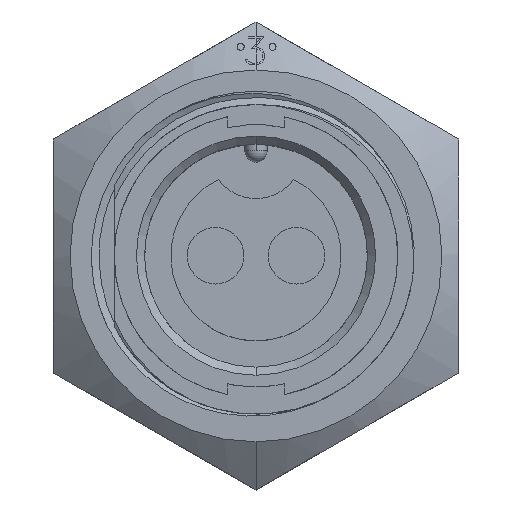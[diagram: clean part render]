
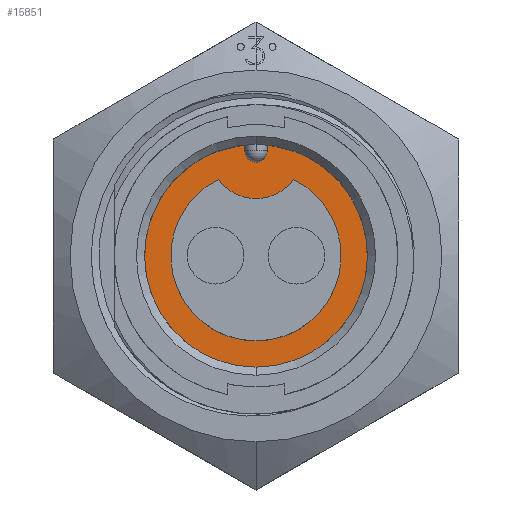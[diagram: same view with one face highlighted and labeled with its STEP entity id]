
A CAD part, top view. The second image highlights one B-rep face of the part: STEP entity #15851.
In plain terms, the highlighted planar face has unit normal (0, 0, 1).
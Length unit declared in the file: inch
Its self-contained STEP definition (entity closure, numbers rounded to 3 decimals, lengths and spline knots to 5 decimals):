
#6 = EDGE_CURVE ( 'NONE', #7607, #1016, #16426, .T. ) ;
#471 = CIRCLE ( 'NONE', #14253, 0.0275 ) ;
#571 = ORIENTED_EDGE ( 'NONE', *, *, #6269, .F. ) ;
#574 = DIRECTION ( 'NONE',  ( 1., 0., 0. ) ) ;
#1016 = VERTEX_POINT ( 'NONE', #9910 ) ;
#1979 = DIRECTION ( 'NONE',  ( 1., 0., 0. ) ) ;
#1999 = DIRECTION ( 'NONE',  ( 0., 0., -1. ) ) ;
#2015 = CARTESIAN_POINT ( 'NONE',  ( 0., 0.2585, -0.29 ) ) ;
#2720 = VERTEX_POINT ( 'NONE', #16841 ) ;
#2898 = ORIENTED_EDGE ( 'NONE', *, *, #17074, .T. ) ;
#2975 = AXIS2_PLACEMENT_3D ( 'NONE', #10421, #10416, #10377 ) ;
#3099 = VECTOR ( 'NONE', #6248, 39.37008 ) ;
#3217 = EDGE_CURVE ( 'NONE', #2720, #7607, #471, .T. ) ;
#3926 = ORIENTED_EDGE ( 'NONE', *, *, #16902, .F. ) ;
#4050 = VECTOR ( 'NONE', #9960, 39.37008 ) ;
#4057 = DIRECTION ( 'NONE',  ( 1., 0., 0. ) ) ;
#4060 = DIRECTION ( 'NONE',  ( 0., 0., 1. ) ) ;
#4078 = CARTESIAN_POINT ( 'NONE',  ( 0., 0., -0.29 ) ) ;
#4890 = ORIENTED_EDGE ( 'NONE', *, *, #3217, .T. ) ;
#4906 = ORIENTED_EDGE ( 'NONE', *, *, #7035, .T. ) ;
#4991 = FACE_OUTER_BOUND ( 'NONE', #16525, .T. ) ;
#4997 = DIRECTION ( 'NONE',  ( 1., 0., 0. ) ) ;
#5034 = DIRECTION ( 'NONE',  ( 0., 0., 1. ) ) ;
#5094 = CARTESIAN_POINT ( 'NONE',  ( 0., 0., -0.29 ) ) ;
#5339 = VERTEX_POINT ( 'NONE', #12916 ) ;
#5438 = CARTESIAN_POINT ( 'NONE',  ( 0., 0.2585, -0.29 ) ) ;
#5486 = CIRCLE ( 'NONE', #9891, 0.115 ) ;
#5578 = CARTESIAN_POINT ( 'NONE',  ( 0.093, 0.18828, -0.29 ) ) ;
#5681 = DIRECTION ( 'NONE',  ( 0., 0., 1. ) ) ;
#5745 = AXIS2_PLACEMENT_3D ( 'NONE', #4078, #4060, #4057 ) ;
#5981 = VERTEX_POINT ( 'NONE', #9969 ) ;
#6248 = DIRECTION ( 'NONE',  ( 0., 1., 0. ) ) ;
#6269 = EDGE_CURVE ( 'NONE', #16735, #5339, #8830, .T. ) ;
#6571 = DIRECTION ( 'NONE',  ( 0., 0., 1. ) ) ;
#6695 = FACE_BOUND ( 'NONE', #15424, .T. ) ;
#6712 = CARTESIAN_POINT ( 'NONE',  ( -0.0275, 0.2585, -0.29 ) ) ;
#6848 = CARTESIAN_POINT ( 'NONE',  ( 0., 0.25593, -0.29 ) ) ;
#7035 = EDGE_CURVE ( 'NONE', #5981, #12109, #16140, .T. ) ;
#7466 = DIRECTION ( 'NONE',  ( 1., 0., 0. ) ) ;
#7607 = VERTEX_POINT ( 'NONE', #11572 ) ;
#7622 = LINE ( 'NONE', #12475, #4050 ) ;
#8830 = CIRCLE ( 'NONE', #5745, 0.21 ) ;
#8977 = ORIENTED_EDGE ( 'NONE', *, *, #10342, .T. ) ;
#9052 = AXIS2_PLACEMENT_3D ( 'NONE', #5094, #5034, #4997 ) ;
#9431 = DIRECTION ( 'NONE',  ( 0., 0., -1. ) ) ;
#9891 = AXIS2_PLACEMENT_3D ( 'NONE', #6848, #9431, #7466 ) ;
#9910 = CARTESIAN_POINT ( 'NONE',  ( -0.0275, 0.27362, -0.29 ) ) ;
#9960 = DIRECTION ( 'NONE',  ( 0., -1., 0. ) ) ;
#9969 = CARTESIAN_POINT ( 'NONE',  ( 0., -0.275, -0.29 ) ) ;
#10342 = EDGE_CURVE ( 'NONE', #1016, #5981, #11348, .T. ) ;
#10377 = DIRECTION ( 'NONE',  ( 1., 0., 0. ) ) ;
#10416 = DIRECTION ( 'NONE',  ( 0., 0., 1. ) ) ;
#10421 = CARTESIAN_POINT ( 'NONE',  ( 0., 0., -0.29 ) ) ;
#10952 = ORIENTED_EDGE ( 'NONE', *, *, #16700, .F. ) ;
#11090 = DIRECTION ( 'NONE',  ( 1., 0., 0. ) ) ;
#11348 = CIRCLE ( 'NONE', #9052, 0.275 ) ;
#11572 = CARTESIAN_POINT ( 'NONE',  ( -0.0275, 0.2585, -0.29 ) ) ;
#12109 = VERTEX_POINT ( 'NONE', #15601 ) ;
#12475 = CARTESIAN_POINT ( 'NONE',  ( 0.0275, 0.27362, -0.29 ) ) ;
#12916 = CARTESIAN_POINT ( 'NONE',  ( 0., -0.21, -0.29 ) ) ;
#13598 = CIRCLE ( 'NONE', #17222, 0.21 ) ;
#13884 = PLANE ( 'NONE',  #16660 ) ;
#14059 = VERTEX_POINT ( 'NONE', #5578 ) ;
#14253 = AXIS2_PLACEMENT_3D ( 'NONE', #2015, #1999, #1979 ) ;
#14414 = CARTESIAN_POINT ( 'NONE',  ( -0.093, 0.18828, -0.29 ) ) ;
#15424 = EDGE_LOOP ( 'NONE', ( #571, #10952, #3926 ) ) ;
#15601 = CARTESIAN_POINT ( 'NONE',  ( 0.0275, 0.27362, -0.29 ) ) ;
#15851 = ADVANCED_FACE ( 'NONE', ( #4991, #6695 ), #13884, .T. ) ;
#16083 = ORIENTED_EDGE ( 'NONE', *, *, #6, .T. ) ;
#16140 = CIRCLE ( 'NONE', #2975, 0.275 ) ;
#16426 = LINE ( 'NONE', #6712, #3099 ) ;
#16525 = EDGE_LOOP ( 'NONE', ( #4890, #16083, #8977, #4906, #2898 ) ) ;
#16660 = AXIS2_PLACEMENT_3D ( 'NONE', #5438, #5681, #11090 ) ;
#16700 = EDGE_CURVE ( 'NONE', #14059, #16735, #5486, .T. ) ;
#16735 = VERTEX_POINT ( 'NONE', #14414 ) ;
#16841 = CARTESIAN_POINT ( 'NONE',  ( 0.0275, 0.2585, -0.29 ) ) ;
#16902 = EDGE_CURVE ( 'NONE', #5339, #14059, #13598, .T. ) ;
#17074 = EDGE_CURVE ( 'NONE', #12109, #2720, #7622, .T. ) ;
#17222 = AXIS2_PLACEMENT_3D ( 'NONE', #17540, #6571, #574 ) ;
#17540 = CARTESIAN_POINT ( 'NONE',  ( 0., 0., -0.29 ) ) ;
